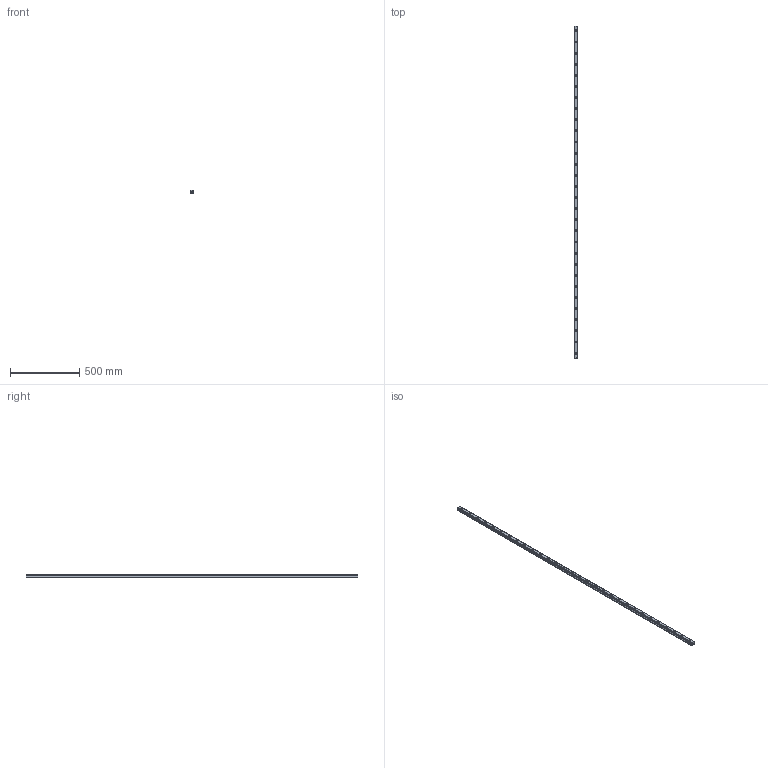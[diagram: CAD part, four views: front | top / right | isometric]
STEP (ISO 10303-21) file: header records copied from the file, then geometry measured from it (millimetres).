
FILE_DESCRIPTION(('STEP AP214'),'1');
FILE_NAME('cctmp_CC7279B7-5007-4E37-9F16-0FA400475EBD_2020_6_29_13_30_39_119..stp','2020-06-29T11:30:39',('HIWIN GmbH'),('CADClick - www.CADClick.com'),'Spatial InterOp 3D',' ','unknown authorization');
FILE_SCHEMA(('AUTOMOTIVE_DESIGN'));
Length unit declared in the file: millimetre
Products named in the file (1): HGR30R2390H_FILE
Bounding box: 28 x 2390 x 26 mm (x, y, z)
Volume: 1390235.3 mm3; surface area: 296510.5 mm2
Topology: 1 solids, 1 shells, 385 faces, 867 edges, 578 vertices
Faces by surface type: cylinder 202, plane 183
Entity records: 14009 total; most frequent: DIRECTION 2043, CARTESIAN_POINT 1831, ORIENTED_EDGE 1734, EDGE_CURVE 867, AXIS2_PLACEMENT_3D 790, VERTEX_POINT 578, EDGE_LOOP 479, LINE 463
